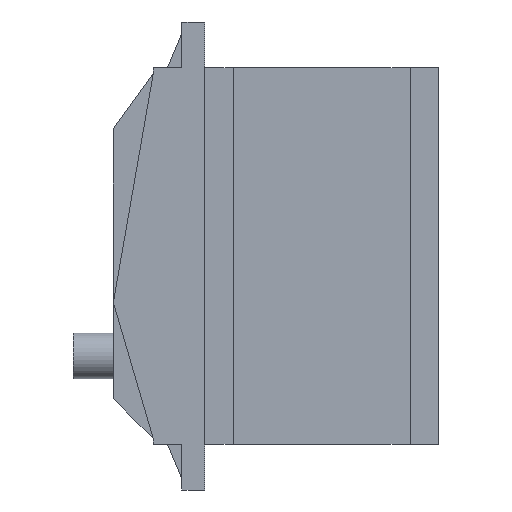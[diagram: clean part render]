
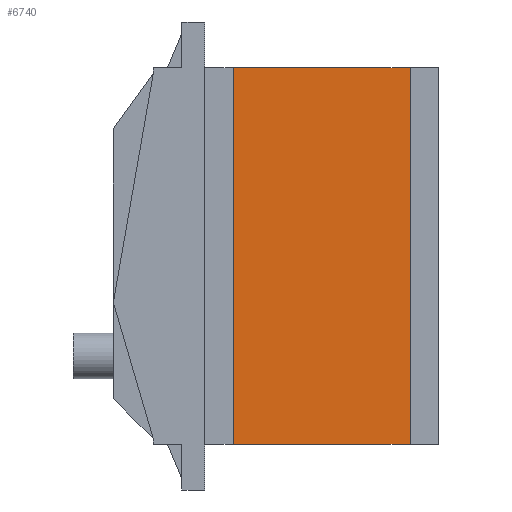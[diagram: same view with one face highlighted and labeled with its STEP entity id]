
A CAD part, left-side view. The second image highlights one B-rep face of the part: STEP entity #6740.
In plain terms, the highlighted planar face has unit normal (-1, 0, 0).
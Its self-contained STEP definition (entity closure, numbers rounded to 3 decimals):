
#326 = CARTESIAN_POINT ( 'NONE',  ( -15., -36., 0. ) ) ;
#660 = LINE ( 'NONE', #10449, #10321 ) ;
#711 = DIRECTION ( 'NONE',  ( 0., 1., 0. ) ) ;
#788 = EDGE_LOOP ( 'NONE', ( #1230, #8989, #6206, #4759 ) ) ;
#1230 = ORIENTED_EDGE ( 'NONE', *, *, #5846, .F. ) ;
#2021 = DIRECTION ( 'NONE',  ( 0., 1., 0. ) ) ;
#2048 = CARTESIAN_POINT ( 'NONE',  ( -15., -5., -33. ) ) ;
#2107 = VECTOR ( 'NONE', #2952, 1000. ) ;
#2755 = LINE ( 'NONE', #4584, #6771 ) ;
#2802 = CARTESIAN_POINT ( 'NONE',  ( -15., -41., 0. ) ) ;
#2847 = VECTOR ( 'NONE', #2021, 1000. ) ;
#2952 = DIRECTION ( 'NONE',  ( 0., 0., -1. ) ) ;
#3781 = LINE ( 'NONE', #7331, #2847 ) ;
#3896 = CARTESIAN_POINT ( 'NONE',  ( -15., -36., 33. ) ) ;
#4215 = VERTEX_POINT ( 'NONE', #2048 ) ;
#4416 = EDGE_CURVE ( 'NONE', #4513, #10953, #3781, .T. ) ;
#4513 = VERTEX_POINT ( 'NONE', #3896 ) ;
#4584 = CARTESIAN_POINT ( 'NONE',  ( -15., -5., 0. ) ) ;
#4742 = DIRECTION ( 'NONE',  ( 1., 0., 0. ) ) ;
#4759 = ORIENTED_EDGE ( 'NONE', *, *, #10598, .F. ) ;
#5329 = CARTESIAN_POINT ( 'NONE',  ( -15., -36., -33. ) ) ;
#5436 = VERTEX_POINT ( 'NONE', #5329 ) ;
#5846 = EDGE_CURVE ( 'NONE', #4513, #5436, #8208, .T. ) ;
#6057 = EDGE_CURVE ( 'NONE', #4215, #10953, #2755, .T. ) ;
#6206 = ORIENTED_EDGE ( 'NONE', *, *, #6057, .F. ) ;
#6599 = AXIS2_PLACEMENT_3D ( 'NONE', #2802, #4742, #10835 ) ;
#6740 = ADVANCED_FACE ( 'NONE', ( #7061 ), #10496, .F. ) ;
#6771 = VECTOR ( 'NONE', #10788, 1000. ) ;
#7061 = FACE_OUTER_BOUND ( 'NONE', #788, .T. ) ;
#7168 = CARTESIAN_POINT ( 'NONE',  ( -15., -5., 33. ) ) ;
#7331 = CARTESIAN_POINT ( 'NONE',  ( -15., -41., 33. ) ) ;
#8208 = LINE ( 'NONE', #326, #2107 ) ;
#8989 = ORIENTED_EDGE ( 'NONE', *, *, #4416, .T. ) ;
#10321 = VECTOR ( 'NONE', #711, 1000. ) ;
#10449 = CARTESIAN_POINT ( 'NONE',  ( -15., -41., -33. ) ) ;
#10496 = PLANE ( 'NONE',  #6599 ) ;
#10598 = EDGE_CURVE ( 'NONE', #5436, #4215, #660, .T. ) ;
#10788 = DIRECTION ( 'NONE',  ( 0., 0., 1. ) ) ;
#10835 = DIRECTION ( 'NONE',  ( 0., 0., -1. ) ) ;
#10953 = VERTEX_POINT ( 'NONE', #7168 ) ;
